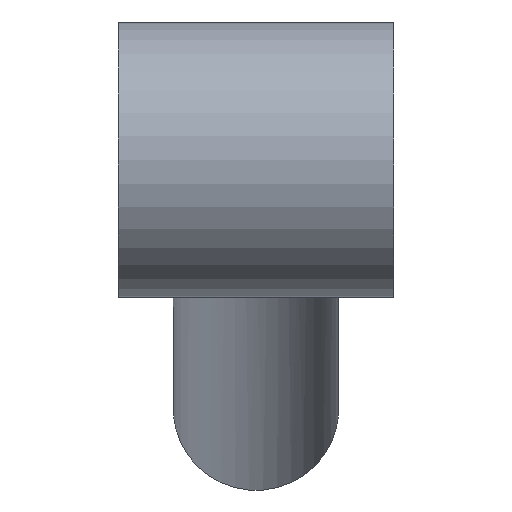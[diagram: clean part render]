
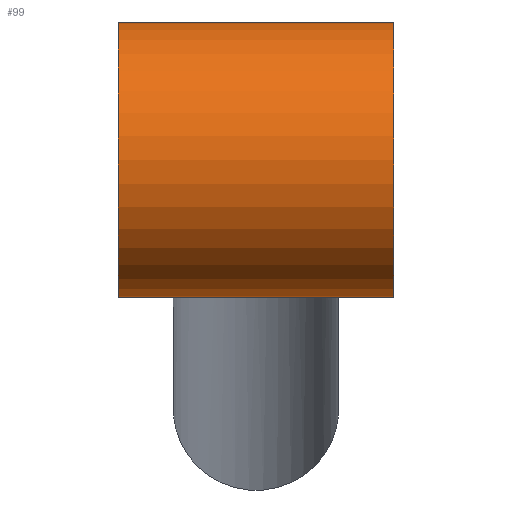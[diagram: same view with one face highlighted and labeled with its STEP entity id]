
A CAD part, front view. The second image highlights one B-rep face of the part: STEP entity #99.
In plain terms, the highlighted cylindrical face has radius 25 mm (diameter 50 mm), a full revolution.
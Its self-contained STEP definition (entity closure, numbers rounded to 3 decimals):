
#15=B_SPLINE_CURVE_WITH_KNOTS('',3,(#171,#172,#173,#174,#175,#176,#177,
#178,#179,#180,#181,#182,#183,#184,#185,#186,#187,#188,#189,#190,#191,#192,
#193,#194,#195,#196,#197,#198,#199,#200),.UNSPECIFIED.,.F.,.F.,(4,2,2,2,
2,2,3,3,2,2,2,2,2,4),(-2.343,-2.281,-2.1,
-1.761,-1.207,-0.682,-0.292,
0.,0.292,0.585,1.17,1.751,
2.041,2.332),.UNSPECIFIED.);
#16=B_SPLINE_CURVE_WITH_KNOTS('',3,(#202,#203,#204,#205,#206,#207,#208,
#209,#210,#211,#212,#213,#214,#215,#216,#217,#218,#219,#220,#221,#222),
 .UNSPECIFIED.,.F.,.F.,(4,2,2,2,2,2,3,2,2,4),(6.995,7.285,
7.576,8.157,8.742,9.034,9.327,
9.619,9.911,10.496),.UNSPECIFIED.);
#17=B_SPLINE_CURVE_WITH_KNOTS('',3,(#224,#225,#226,#227,#228,#229,#230,
#231),.UNSPECIFIED.,.F.,.F.,(4,2,2,4),(10.496,11.077,
11.368,11.658),.UNSPECIFIED.);
#20=LINE('',#233,#23);
#23=VECTOR('',#151,25.);
#26=CYLINDRICAL_SURFACE('',#124,25.);
#29=FACE_BOUND('',#44,.T.);
#35=FACE_OUTER_BOUND('',#43,.T.);
#43=EDGE_LOOP('',(#84,#85,#86,#87));
#44=EDGE_LOOP('',(#88,#89,#90));
#45=CIRCLE('',#115,25.);
#47=CIRCLE('',#118,25.);
#50=VERTEX_POINT('',#154);
#52=VERTEX_POINT('',#159);
#55=VERTEX_POINT('',#169);
#56=VERTEX_POINT('',#170);
#57=VERTEX_POINT('',#201);
#58=EDGE_CURVE('',#50,#50,#45,.T.);
#60=EDGE_CURVE('',#52,#52,#47,.T.);
#64=EDGE_CURVE('',#55,#56,#15,.F.);
#65=EDGE_CURVE('',#56,#57,#16,.T.);
#67=EDGE_CURVE('',#57,#55,#17,.T.);
#68=EDGE_CURVE('',#52,#50,#20,.T.);
#84=ORIENTED_EDGE('',*,*,#60,.F.);
#85=ORIENTED_EDGE('',*,*,#68,.T.);
#86=ORIENTED_EDGE('',*,*,#58,.F.);
#87=ORIENTED_EDGE('',*,*,#68,.F.);
#88=ORIENTED_EDGE('',*,*,#64,.F.);
#89=ORIENTED_EDGE('',*,*,#67,.F.);
#90=ORIENTED_EDGE('',*,*,#65,.F.);
#99=ADVANCED_FACE('',(#35,#29),#26,.T.);
#115=AXIS2_PLACEMENT_3D('',#155,#129,#130);
#118=AXIS2_PLACEMENT_3D('',#160,#135,#136);
#124=AXIS2_PLACEMENT_3D('',#232,#149,#150);
#129=DIRECTION('center_axis',(-1.,0.,0.));
#130=DIRECTION('ref_axis',(0.,1.,0.));
#135=DIRECTION('center_axis',(1.,0.,0.));
#136=DIRECTION('ref_axis',(0.,1.,0.));
#149=DIRECTION('center_axis',(1.,0.,0.));
#150=DIRECTION('ref_axis',(0.,1.,0.));
#151=DIRECTION('',(-1.,0.,0.));
#154=CARTESIAN_POINT('',(-305.,-886.672,735.127));
#155=CARTESIAN_POINT('Origin',(-305.,-861.672,735.127));
#159=CARTESIAN_POINT('',(-255.,-886.672,735.127));
#160=CARTESIAN_POINT('Origin',(-255.,-861.672,735.127));
#169=CARTESIAN_POINT('',(-295.,-837.052,730.784));
#170=CARTESIAN_POINT('',(-265.,-837.052,730.784));
#171=CARTESIAN_POINT('Ctrl Pts',(-265.,-837.052,730.784));
#172=CARTESIAN_POINT('Ctrl Pts',(-265.,-837.015,730.996));
#173=CARTESIAN_POINT('Ctrl Pts',(-265.005,-836.981,731.208));
#174=CARTESIAN_POINT('Ctrl Pts',(-265.041,-836.856,732.039));
#175=CARTESIAN_POINT('Ctrl Pts',(-265.107,-836.787,732.658));
#176=CARTESIAN_POINT('Ctrl Pts',(-265.405,-836.656,734.424));
#177=CARTESIAN_POINT('Ctrl Pts',(-265.73,-836.652,735.55));
#178=CARTESIAN_POINT('Ctrl Pts',(-266.897,-836.824,738.397));
#179=CARTESIAN_POINT('Ctrl Pts',(-267.923,-837.113,740.015));
#180=CARTESIAN_POINT('Ctrl Pts',(-270.372,-837.817,742.729));
#181=CARTESIAN_POINT('Ctrl Pts',(-271.777,-838.226,743.853));
#182=CARTESIAN_POINT('Ctrl Pts',(-274.499,-838.839,745.331));
#183=CARTESIAN_POINT('Ctrl Pts',(-275.744,-839.066,745.807));
#184=CARTESIAN_POINT('Ctrl Pts',(-277.05,-839.208,746.098));
#185=CARTESIAN_POINT('Ctrl Pts',(-278.03,-839.315,746.317));
#186=CARTESIAN_POINT('Ctrl Pts',(-279.025,-839.371,746.425));
#187=CARTESIAN_POINT('Ctrl Pts',(-280.,-839.371,746.425));
#188=CARTESIAN_POINT('Ctrl Pts',(-280.975,-839.371,746.425));
#189=CARTESIAN_POINT('Ctrl Pts',(-281.97,-839.315,746.317));
#190=CARTESIAN_POINT('Ctrl Pts',(-283.929,-839.102,745.88));
#191=CARTESIAN_POINT('Ctrl Pts',(-284.894,-838.945,745.551));
#192=CARTESIAN_POINT('Ctrl Pts',(-287.647,-838.389,744.279));
#193=CARTESIAN_POINT('Ctrl Pts',(-289.298,-837.912,743.035));
#194=CARTESIAN_POINT('Ctrl Pts',(-291.907,-837.162,740.254));
#195=CARTESIAN_POINT('Ctrl Pts',(-293.055,-836.831,738.516));
#196=CARTESIAN_POINT('Ctrl Pts',(-294.216,-836.661,735.681));
#197=CARTESIAN_POINT('Ctrl Pts',(-294.512,-836.657,734.698));
#198=CARTESIAN_POINT('Ctrl Pts',(-294.905,-836.768,732.726));
#199=CARTESIAN_POINT('Ctrl Pts',(-295.,-836.884,731.738));
#200=CARTESIAN_POINT('Ctrl Pts',(-295.,-837.052,730.784));
#201=CARTESIAN_POINT('',(-290.607,-841.221,720.749));
#202=CARTESIAN_POINT('Ctrl Pts',(-265.,-837.052,730.784));
#203=CARTESIAN_POINT('Ctrl Pts',(-265.,-837.221,729.83));
#204=CARTESIAN_POINT('Ctrl Pts',(-265.095,-837.45,728.862));
#205=CARTESIAN_POINT('Ctrl Pts',(-265.488,-838.02,726.971));
#206=CARTESIAN_POINT('Ctrl Pts',(-265.784,-838.36,726.049));
#207=CARTESIAN_POINT('Ctrl Pts',(-266.945,-839.49,723.443));
#208=CARTESIAN_POINT('Ctrl Pts',(-268.093,-840.395,721.923));
#209=CARTESIAN_POINT('Ctrl Pts',(-270.702,-842.052,719.567));
#210=CARTESIAN_POINT('Ctrl Pts',(-272.353,-842.926,718.561));
#211=CARTESIAN_POINT('Ctrl Pts',(-275.106,-843.883,717.555));
#212=CARTESIAN_POINT('Ctrl Pts',(-276.071,-844.143,717.3));
#213=CARTESIAN_POINT('Ctrl Pts',(-278.03,-844.493,716.963));
#214=CARTESIAN_POINT('Ctrl Pts',(-279.025,-844.582,716.881));
#215=CARTESIAN_POINT('Ctrl Pts',(-280.,-844.582,716.881));
#216=CARTESIAN_POINT('Ctrl Pts',(-280.975,-844.582,716.881));
#217=CARTESIAN_POINT('Ctrl Pts',(-281.97,-844.493,716.963));
#218=CARTESIAN_POINT('Ctrl Pts',(-283.929,-844.143,717.3));
#219=CARTESIAN_POINT('Ctrl Pts',(-284.894,-843.883,717.555));
#220=CARTESIAN_POINT('Ctrl Pts',(-287.647,-842.926,718.561));
#221=CARTESIAN_POINT('Ctrl Pts',(-289.298,-842.052,719.567));
#222=CARTESIAN_POINT('Ctrl Pts',(-290.607,-841.221,720.749));
#224=CARTESIAN_POINT('Ctrl Pts',(-290.607,-841.221,720.749));
#225=CARTESIAN_POINT('Ctrl Pts',(-291.907,-840.395,721.923));
#226=CARTESIAN_POINT('Ctrl Pts',(-293.055,-839.49,723.443));
#227=CARTESIAN_POINT('Ctrl Pts',(-294.216,-838.36,726.049));
#228=CARTESIAN_POINT('Ctrl Pts',(-294.512,-838.02,726.971));
#229=CARTESIAN_POINT('Ctrl Pts',(-294.905,-837.45,728.862));
#230=CARTESIAN_POINT('Ctrl Pts',(-295.,-837.221,729.83));
#231=CARTESIAN_POINT('Ctrl Pts',(-295.,-837.052,730.784));
#232=CARTESIAN_POINT('Origin',(-280.,-861.672,735.127));
#233=CARTESIAN_POINT('',(-280.,-886.672,735.127));
